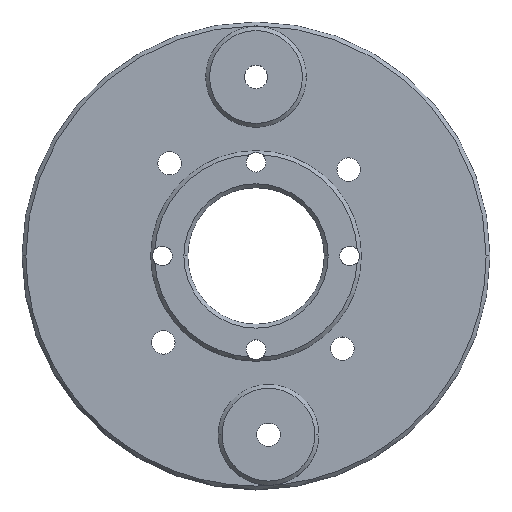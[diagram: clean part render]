
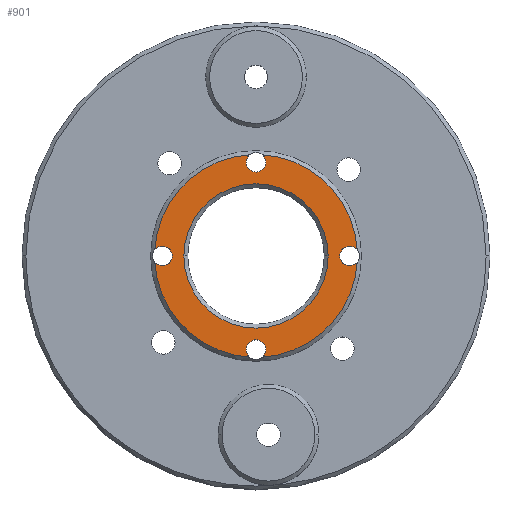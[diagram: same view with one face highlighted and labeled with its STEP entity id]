
A CAD part, top view. The second image highlights one B-rep face of the part: STEP entity #901.
In plain terms, the highlighted planar face has unit normal (0, 0, 1).
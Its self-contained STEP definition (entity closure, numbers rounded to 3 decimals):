
#10 = DIRECTION ( 'NONE',  ( 0., 0., 1. ) ) ;
#28 = CARTESIAN_POINT ( 'NONE',  ( -1.561, 25.953, 3.4 ) ) ;
#33 = CARTESIAN_POINT ( 'NONE',  ( 0., -24., 3.4 ) ) ;
#38 = DIRECTION ( 'NONE',  ( 0., 0., 1. ) ) ;
#42 = CARTESIAN_POINT ( 'NONE',  ( 0., 0., 3.4 ) ) ;
#82 = AXIS2_PLACEMENT_3D ( 'NONE', #575, #596, #1530 ) ;
#102 = VERTEX_POINT ( 'NONE', #313 ) ;
#110 = EDGE_CURVE ( 'NONE', #1355, #1105, #842, .T. ) ;
#122 = ORIENTED_EDGE ( 'NONE', *, *, #1461, .T. ) ;
#126 = DIRECTION ( 'NONE',  ( 0., 0., 1. ) ) ;
#146 = CIRCLE ( 'NONE', #746, 2.5 ) ;
#168 = EDGE_CURVE ( 'NONE', #1879, #747, #643, .T. ) ;
#200 = DIRECTION ( 'NONE',  ( 1., 0., 0. ) ) ;
#221 = PLANE ( 'NONE',  #1787 ) ;
#228 = VERTEX_POINT ( 'NONE', #1903 ) ;
#249 = CARTESIAN_POINT ( 'NONE',  ( 21.5, 0., 3.4 ) ) ;
#260 = VERTEX_POINT ( 'NONE', #1395 ) ;
#313 = CARTESIAN_POINT ( 'NONE',  ( -25.953, 1.561, 3.4 ) ) ;
#317 = ORIENTED_EDGE ( 'NONE', *, *, #395, .F. ) ;
#320 = ORIENTED_EDGE ( 'NONE', *, *, #367, .F. ) ;
#341 = DIRECTION ( 'NONE',  ( 1., 0., 0. ) ) ;
#344 = EDGE_CURVE ( 'NONE', #759, #228, #508, .T. ) ;
#345 = FACE_OUTER_BOUND ( 'NONE', #1160, .T. ) ;
#346 = CIRCLE ( 'NONE', #819, 26. ) ;
#358 = EDGE_CURVE ( 'NONE', #773, #1340, #1373, .T. ) ;
#361 = CARTESIAN_POINT ( 'NONE',  ( 0., 0., 3.4 ) ) ;
#367 = EDGE_CURVE ( 'NONE', #228, #102, #1679, .T. ) ;
#368 = DIRECTION ( 'NONE',  ( 1., 0., 0. ) ) ;
#369 = DIRECTION ( 'NONE',  ( 0., 0., 1. ) ) ;
#395 = EDGE_CURVE ( 'NONE', #1573, #1663, #146, .T. ) ;
#415 = CIRCLE ( 'NONE', #1762, 2.5 ) ;
#452 = CARTESIAN_POINT ( 'NONE',  ( 1.561, 25.953, 3.4 ) ) ;
#462 = VERTEX_POINT ( 'NONE', #1930 ) ;
#478 = AXIS2_PLACEMENT_3D ( 'NONE', #1778, #38, #1305 ) ;
#491 = EDGE_CURVE ( 'NONE', #260, #462, #1753, .T. ) ;
#496 = CARTESIAN_POINT ( 'NONE',  ( -25.953, -1.561, 3.4 ) ) ;
#508 = CIRCLE ( 'NONE', #2012, 2.5 ) ;
#518 = DIRECTION ( 'NONE',  ( 1., 0., 0. ) ) ;
#542 = CARTESIAN_POINT ( 'NONE',  ( 0., 0., 3.4 ) ) ;
#575 = CARTESIAN_POINT ( 'NONE',  ( 0., -24., 3.4 ) ) ;
#578 = ORIENTED_EDGE ( 'NONE', *, *, #344, .F. ) ;
#596 = DIRECTION ( 'NONE',  ( 0., 0., 1. ) ) ;
#602 = EDGE_CURVE ( 'NONE', #747, #260, #1946, .T. ) ;
#640 = EDGE_CURVE ( 'NONE', #759, #462, #1244, .T. ) ;
#643 = CIRCLE ( 'NONE', #980, 2.5 ) ;
#646 = AXIS2_PLACEMENT_3D ( 'NONE', #1213, #126, #1861 ) ;
#651 = CIRCLE ( 'NONE', #988, 26. ) ;
#673 = CARTESIAN_POINT ( 'NONE',  ( -24., 0., 3.4 ) ) ;
#688 = AXIS2_PLACEMENT_3D ( 'NONE', #1027, #1503, #368 ) ;
#691 = CARTESIAN_POINT ( 'NONE',  ( 2.5, 24., 3.4 ) ) ;
#700 = DIRECTION ( 'NONE',  ( 0., 0., -1. ) ) ;
#706 = DIRECTION ( 'NONE',  ( 1., 0., 0. ) ) ;
#746 = AXIS2_PLACEMENT_3D ( 'NONE', #1922, #10, #518 ) ;
#747 = VERTEX_POINT ( 'NONE', #976 ) ;
#759 = VERTEX_POINT ( 'NONE', #496 ) ;
#773 = VERTEX_POINT ( 'NONE', #28 ) ;
#789 = DIRECTION ( 'NONE',  ( 1., 0., 0. ) ) ;
#804 = DIRECTION ( 'NONE',  ( 1., 0., 0. ) ) ;
#819 = AXIS2_PLACEMENT_3D ( 'NONE', #542, #1889, #1363 ) ;
#842 = CIRCLE ( 'NONE', #1078, 2.5 ) ;
#861 = DIRECTION ( 'NONE',  ( 1., 0., 0. ) ) ;
#890 = ORIENTED_EDGE ( 'NONE', *, *, #1029, .T. ) ;
#899 = VERTEX_POINT ( 'NONE', #1937 ) ;
#901 = ADVANCED_FACE ( 'NONE', ( #1782, #345 ), #221, .T. ) ;
#911 = CARTESIAN_POINT ( 'NONE',  ( 1.561, -25.953, 3.4 ) ) ;
#930 = ORIENTED_EDGE ( 'NONE', *, *, #110, .F. ) ;
#934 = CARTESIAN_POINT ( 'NONE',  ( -24., 0., 3.4 ) ) ;
#935 = DIRECTION ( 'NONE',  ( 1., 0., 0. ) ) ;
#976 = CARTESIAN_POINT ( 'NONE',  ( 2.5, -24., 3.4 ) ) ;
#979 = DIRECTION ( 'NONE',  ( 0., 0., 1. ) ) ;
#980 = AXIS2_PLACEMENT_3D ( 'NONE', #33, #1532, #341 ) ;
#988 = AXIS2_PLACEMENT_3D ( 'NONE', #1311, #1161, #1660 ) ;
#992 = CIRCLE ( 'NONE', #1592, 2.5 ) ;
#999 = VERTEX_POINT ( 'NONE', #1330 ) ;
#1007 = DIRECTION ( 'NONE',  ( 0., 0., -1. ) ) ;
#1016 = EDGE_CURVE ( 'NONE', #1201, #1105, #651, .T. ) ;
#1027 = CARTESIAN_POINT ( 'NONE',  ( 0., 0., 3.4 ) ) ;
#1029 = EDGE_CURVE ( 'NONE', #1879, #1663, #346, .T. ) ;
#1030 = ORIENTED_EDGE ( 'NONE', *, *, #1360, .F. ) ;
#1062 = ORIENTED_EDGE ( 'NONE', *, *, #1382, .T. ) ;
#1078 = AXIS2_PLACEMENT_3D ( 'NONE', #1291, #1934, #789 ) ;
#1098 = DIRECTION ( 'NONE',  ( 0., 0., 1. ) ) ;
#1105 = VERTEX_POINT ( 'NONE', #452 ) ;
#1151 = CARTESIAN_POINT ( 'NONE',  ( 0., 24., 3.4 ) ) ;
#1160 = EDGE_LOOP ( 'NONE', ( #1389, #1343, #320, #578, #1424, #1936, #1242, #1231, #890, #317, #1193, #1802, #930, #1030 ) ) ;
#1161 = DIRECTION ( 'NONE',  ( 0., 0., 1. ) ) ;
#1180 = AXIS2_PLACEMENT_3D ( 'NONE', #361, #1007, #200 ) ;
#1193 = ORIENTED_EDGE ( 'NONE', *, *, #1704, .F. ) ;
#1201 = VERTEX_POINT ( 'NONE', #1906 ) ;
#1213 = CARTESIAN_POINT ( 'NONE',  ( 0., 0., 3.4 ) ) ;
#1215 = CIRCLE ( 'NONE', #1821, 18.5 ) ;
#1231 = ORIENTED_EDGE ( 'NONE', *, *, #168, .F. ) ;
#1242 = ORIENTED_EDGE ( 'NONE', *, *, #602, .F. ) ;
#1244 = CIRCLE ( 'NONE', #646, 26. ) ;
#1282 = CIRCLE ( 'NONE', #688, 26. ) ;
#1290 = CARTESIAN_POINT ( 'NONE',  ( 25.953, -1.561, 3.4 ) ) ;
#1291 = CARTESIAN_POINT ( 'NONE',  ( 0., 24., 3.4 ) ) ;
#1305 = DIRECTION ( 'NONE',  ( 1., 0., 0. ) ) ;
#1311 = CARTESIAN_POINT ( 'NONE',  ( 0., 0., 3.4 ) ) ;
#1327 = DIRECTION ( 'NONE',  ( 1., 0., 0. ) ) ;
#1330 = CARTESIAN_POINT ( 'NONE',  ( -18.5, 0., 3.4 ) ) ;
#1340 = VERTEX_POINT ( 'NONE', #1964 ) ;
#1341 = DIRECTION ( 'NONE',  ( 1., 0., 0. ) ) ;
#1343 = ORIENTED_EDGE ( 'NONE', *, *, #1772, .T. ) ;
#1355 = VERTEX_POINT ( 'NONE', #691 ) ;
#1360 = EDGE_CURVE ( 'NONE', #1340, #1355, #415, .T. ) ;
#1363 = DIRECTION ( 'NONE',  ( 1., 0., 0. ) ) ;
#1373 = CIRCLE ( 'NONE', #478, 2.5 ) ;
#1382 = EDGE_CURVE ( 'NONE', #999, #899, #1452, .T. ) ;
#1389 = ORIENTED_EDGE ( 'NONE', *, *, #358, .F. ) ;
#1395 = CARTESIAN_POINT ( 'NONE',  ( -2.5, -24., 3.4 ) ) ;
#1424 = ORIENTED_EDGE ( 'NONE', *, *, #640, .T. ) ;
#1428 = DIRECTION ( 'NONE',  ( 0., 0., 1. ) ) ;
#1452 = CIRCLE ( 'NONE', #1180, 18.5 ) ;
#1461 = EDGE_CURVE ( 'NONE', #899, #999, #1215, .T. ) ;
#1503 = DIRECTION ( 'NONE',  ( 0., 0., 1. ) ) ;
#1517 = DIRECTION ( 'NONE',  ( 0., 0., 1. ) ) ;
#1530 = DIRECTION ( 'NONE',  ( 1., 0., 0. ) ) ;
#1532 = DIRECTION ( 'NONE',  ( 0., 0., 1. ) ) ;
#1573 = VERTEX_POINT ( 'NONE', #249 ) ;
#1592 = AXIS2_PLACEMENT_3D ( 'NONE', #1593, #1428, #935 ) ;
#1593 = CARTESIAN_POINT ( 'NONE',  ( 24., 0., 3.4 ) ) ;
#1651 = AXIS2_PLACEMENT_3D ( 'NONE', #1837, #1961, #706 ) ;
#1660 = DIRECTION ( 'NONE',  ( 1., 0., 0. ) ) ;
#1663 = VERTEX_POINT ( 'NONE', #1290 ) ;
#1679 = CIRCLE ( 'NONE', #1943, 2.5 ) ;
#1704 = EDGE_CURVE ( 'NONE', #1201, #1573, #992, .T. ) ;
#1737 = DIRECTION ( 'NONE',  ( 1., 0., 0. ) ) ;
#1753 = CIRCLE ( 'NONE', #1651, 2.5 ) ;
#1762 = AXIS2_PLACEMENT_3D ( 'NONE', #1151, #369, #861 ) ;
#1772 = EDGE_CURVE ( 'NONE', #773, #102, #1282, .T. ) ;
#1778 = CARTESIAN_POINT ( 'NONE',  ( 0., 24., 3.4 ) ) ;
#1782 = FACE_BOUND ( 'NONE', #1870, .T. ) ;
#1787 = AXIS2_PLACEMENT_3D ( 'NONE', #1793, #1517, #1341 ) ;
#1793 = CARTESIAN_POINT ( 'NONE',  ( 0., 0., 3.4 ) ) ;
#1802 = ORIENTED_EDGE ( 'NONE', *, *, #1016, .T. ) ;
#1821 = AXIS2_PLACEMENT_3D ( 'NONE', #42, #700, #1327 ) ;
#1837 = CARTESIAN_POINT ( 'NONE',  ( 0., -24., 3.4 ) ) ;
#1861 = DIRECTION ( 'NONE',  ( 1., 0., 0. ) ) ;
#1870 = EDGE_LOOP ( 'NONE', ( #122, #1062 ) ) ;
#1879 = VERTEX_POINT ( 'NONE', #911 ) ;
#1889 = DIRECTION ( 'NONE',  ( 0., 0., 1. ) ) ;
#1903 = CARTESIAN_POINT ( 'NONE',  ( -21.5, 0., 3.4 ) ) ;
#1906 = CARTESIAN_POINT ( 'NONE',  ( 25.953, 1.561, 3.4 ) ) ;
#1922 = CARTESIAN_POINT ( 'NONE',  ( 24., 0., 3.4 ) ) ;
#1930 = CARTESIAN_POINT ( 'NONE',  ( -1.561, -25.953, 3.4 ) ) ;
#1934 = DIRECTION ( 'NONE',  ( 0., 0., 1. ) ) ;
#1936 = ORIENTED_EDGE ( 'NONE', *, *, #491, .F. ) ;
#1937 = CARTESIAN_POINT ( 'NONE',  ( 18.5, 0., 3.4 ) ) ;
#1943 = AXIS2_PLACEMENT_3D ( 'NONE', #673, #979, #804 ) ;
#1946 = CIRCLE ( 'NONE', #82, 2.5 ) ;
#1961 = DIRECTION ( 'NONE',  ( 0., 0., 1. ) ) ;
#1964 = CARTESIAN_POINT ( 'NONE',  ( -2.5, 24., 3.4 ) ) ;
#2012 = AXIS2_PLACEMENT_3D ( 'NONE', #934, #1098, #1737 ) ;
